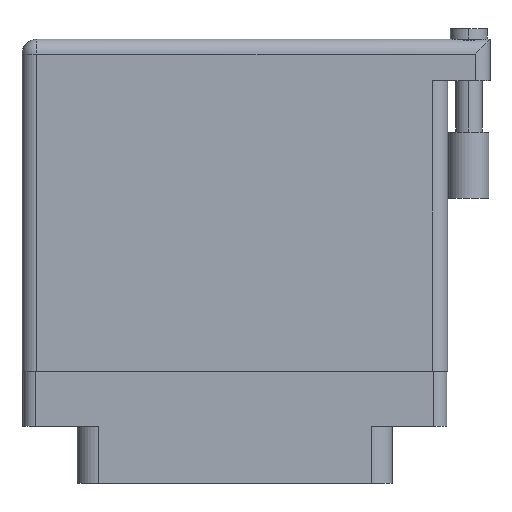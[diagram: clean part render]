
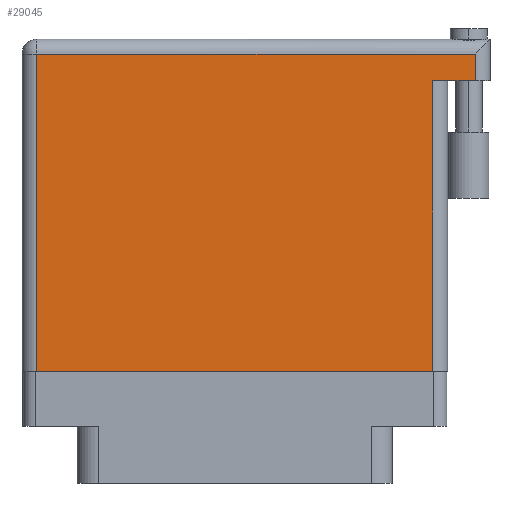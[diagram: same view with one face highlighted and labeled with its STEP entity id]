
A CAD part, front view. The second image highlights one B-rep face of the part: STEP entity #29045.
In plain terms, the highlighted face is planar.
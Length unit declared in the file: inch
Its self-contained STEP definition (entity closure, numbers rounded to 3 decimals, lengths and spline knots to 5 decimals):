
#563 = CARTESIAN_POINT ( 'NONE',  ( 0., 0., 0. ) ) ;
#644 = VECTOR ( 'NONE', #5439, 39.37008 ) ;
#1261 = VECTOR ( 'NONE', #8578, 39.37008 ) ;
#1315 = CARTESIAN_POINT ( 'NONE',  ( 0., 1.566, 0. ) ) ;
#1449 = EDGE_CURVE ( 'NONE', #25172, #31030, #32734, .T. ) ;
#1984 = VERTEX_POINT ( 'NONE', #32223 ) ;
#2093 = LINE ( 'NONE', #16315, #1261 ) ;
#3092 = CARTESIAN_POINT ( 'NONE',  ( 0., 1.496, 0. ) ) ;
#3325 = ORIENTED_EDGE ( 'NONE', *, *, #25092, .T. ) ;
#4228 = DIRECTION ( 'NONE',  ( 0., 0., -1. ) ) ;
#5439 = DIRECTION ( 'NONE',  ( -1., 0., 0. ) ) ;
#5604 = VECTOR ( 'NONE', #25666, 39.37008 ) ;
#5648 = VECTOR ( 'NONE', #11282, 39.37008 ) ;
#7101 = CARTESIAN_POINT ( 'NONE',  ( 1.938, 1.369, 0. ) ) ;
#8324 = EDGE_CURVE ( 'NONE', #31030, #33656, #18267, .T. ) ;
#8578 = DIRECTION ( 'NONE',  ( 0., -1., 0. ) ) ;
#11282 = DIRECTION ( 'NONE',  ( 1., 0., 0. ) ) ;
#11465 = LINE ( 'NONE', #7101, #5604 ) ;
#12184 = ORIENTED_EDGE ( 'NONE', *, *, #1449, .T. ) ;
#12480 = DIRECTION ( 'NONE',  ( 0., 1., 0. ) ) ;
#12720 = LINE ( 'NONE', #34421, #644 ) ;
#14465 = ORIENTED_EDGE ( 'NONE', *, *, #15217, .T. ) ;
#15217 = EDGE_CURVE ( 'NONE', #24992, #1984, #19390, .T. ) ;
#15580 = CARTESIAN_POINT ( 'NONE',  ( 1.938, 1.369, 0. ) ) ;
#16315 = CARTESIAN_POINT ( 'NONE',  ( 0.07, 0., 0. ) ) ;
#16728 = DIRECTION ( 'NONE',  ( -1., 0., 0. ) ) ;
#18267 = LINE ( 'NONE', #3092, #27062 ) ;
#19390 = LINE ( 'NONE', #563, #5648 ) ;
#20532 = CARTESIAN_POINT ( 'NONE',  ( 2.138, 1.496, 0. ) ) ;
#22249 = VECTOR ( 'NONE', #12480, 39.37008 ) ;
#22621 = CARTESIAN_POINT ( 'NONE',  ( 0.07, 1.496, 0. ) ) ;
#22997 = AXIS2_PLACEMENT_3D ( 'NONE', #1315, #4228, #30845 ) ;
#23081 = EDGE_CURVE ( 'NONE', #25172, #25223, #12720, .T. ) ;
#23473 = CARTESIAN_POINT ( 'NONE',  ( 2.138, 1.566, 0. ) ) ;
#24992 = VERTEX_POINT ( 'NONE', #33175 ) ;
#25092 = EDGE_CURVE ( 'NONE', #1984, #25223, #11465, .T. ) ;
#25126 = PLANE ( 'NONE',  #22997 ) ;
#25172 = VERTEX_POINT ( 'NONE', #28722 ) ;
#25223 = VERTEX_POINT ( 'NONE', #15580 ) ;
#25666 = DIRECTION ( 'NONE',  ( 0., 1., 0. ) ) ;
#27062 = VECTOR ( 'NONE', #16728, 39.37008 ) ;
#27096 = ORIENTED_EDGE ( 'NONE', *, *, #23081, .F. ) ;
#27862 = FACE_OUTER_BOUND ( 'NONE', #28899, .T. ) ;
#28722 = CARTESIAN_POINT ( 'NONE',  ( 2.138, 1.369, 0. ) ) ;
#28899 = EDGE_LOOP ( 'NONE', ( #14465, #3325, #27096, #12184, #31442, #30923 ) ) ;
#29045 = ADVANCED_FACE ( 'NONE', ( #27862 ), #25126, .F. ) ;
#30845 = DIRECTION ( 'NONE',  ( -1., 0., 0. ) ) ;
#30923 = ORIENTED_EDGE ( 'NONE', *, *, #33629, .T. ) ;
#31030 = VERTEX_POINT ( 'NONE', #20532 ) ;
#31442 = ORIENTED_EDGE ( 'NONE', *, *, #8324, .T. ) ;
#32223 = CARTESIAN_POINT ( 'NONE',  ( 1.938, 0., 0. ) ) ;
#32734 = LINE ( 'NONE', #23473, #22249 ) ;
#33175 = CARTESIAN_POINT ( 'NONE',  ( 0.07, 0., 0. ) ) ;
#33629 = EDGE_CURVE ( 'NONE', #33656, #24992, #2093, .T. ) ;
#33656 = VERTEX_POINT ( 'NONE', #22621 ) ;
#34421 = CARTESIAN_POINT ( 'NONE',  ( 2.208, 1.369, 0. ) ) ;
